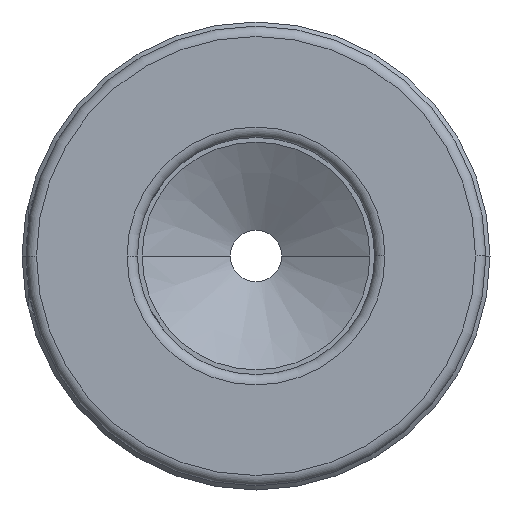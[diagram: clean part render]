
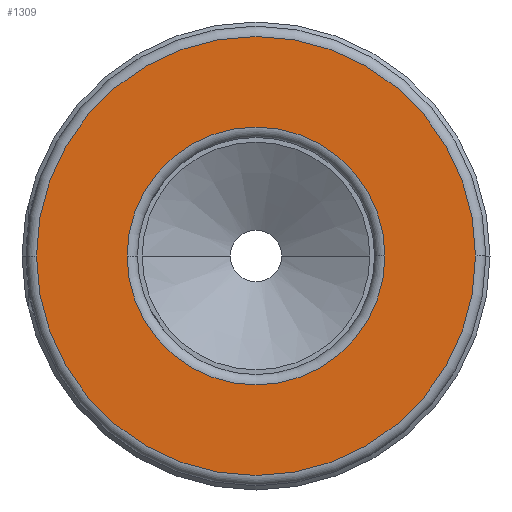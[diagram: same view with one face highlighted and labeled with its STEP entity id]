
A CAD part, front view. The second image highlights one B-rep face of the part: STEP entity #1309.
In plain terms, the highlighted planar face has unit normal (0, -1, 0).
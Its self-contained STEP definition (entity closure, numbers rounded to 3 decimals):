
#7=CARTESIAN_POINT('',(0.,-50.,0.));
#8=DIRECTION('',(0.,1.,0.));
#9=DIRECTION('',(-1.,0.,0.));
#10=AXIS2_PLACEMENT_3D('',#7,#8,#9);
#420=CARTESIAN_POINT('',(0.,-50.,0.));
#421=DIRECTION('',(0.,1.,0.));
#422=DIRECTION('',(1.,0.,0.));
#423=AXIS2_PLACEMENT_3D('',#420,#421,#422);
#1048=CARTESIAN_POINT('',(0.,-50.,0.));
#1049=DIRECTION('',(0.,1.,0.));
#1050=DIRECTION('',(1.,0.,0.));
#1051=AXIS2_PLACEMENT_3D('',#1048,#1049,#1050);
#1063=CARTESIAN_POINT('',(0.,-50.,0.));
#1064=DIRECTION('',(0.,1.,0.));
#1065=DIRECTION('',(-1.,0.,0.));
#1066=AXIS2_PLACEMENT_3D('',#1063,#1064,#1065);
#1138=CARTESIAN_POINT('',(-6.225,-50.,0.));
#1139=CARTESIAN_POINT('',(6.225,-50.,0.));
#1140=VERTEX_POINT('',#1138);
#1141=VERTEX_POINT('',#1139);
#1172=CARTESIAN_POINT('',(-10.6,-50.,0.));
#1173=CARTESIAN_POINT('',(10.6,-50.,0.));
#1174=VERTEX_POINT('',#1172);
#1175=VERTEX_POINT('',#1173);
#1292=CARTESIAN_POINT('',(0.,-50.,0.));
#1293=DIRECTION('',(0.,-1.,0.));
#1294=DIRECTION('',(-1.,0.,0.));
#1295=AXIS2_PLACEMENT_3D('',#1292,#1293,#1294);
#1296=PLANE('',#1295);
#1298=ORIENTED_EDGE('',*,*,#1297,.T.);
#1300=ORIENTED_EDGE('',*,*,#1299,.T.);
#1301=EDGE_LOOP('',(#1298,#1300));
#1302=FACE_OUTER_BOUND('',#1301,.F.);
#1304=ORIENTED_EDGE('',*,*,#1303,.F.);
#1306=ORIENTED_EDGE('',*,*,#1305,.F.);
#1307=EDGE_LOOP('',(#1304,#1306));
#1308=FACE_BOUND('',#1307,.F.);
#1309=ADVANCED_FACE('',(#1302,#1308),#1296,.T.);
#11=CIRCLE('',#10,10.6);
#424=CIRCLE('',#423,10.6);
#1052=CIRCLE('',#1051,6.225);
#1067=CIRCLE('',#1066,6.225);
#1297=EDGE_CURVE('',#1174,#1175,#11,.T.);
#1299=EDGE_CURVE('',#1175,#1174,#424,.T.);
#1303=EDGE_CURVE('',#1140,#1141,#1067,.T.);
#1305=EDGE_CURVE('',#1141,#1140,#1052,.T.);
